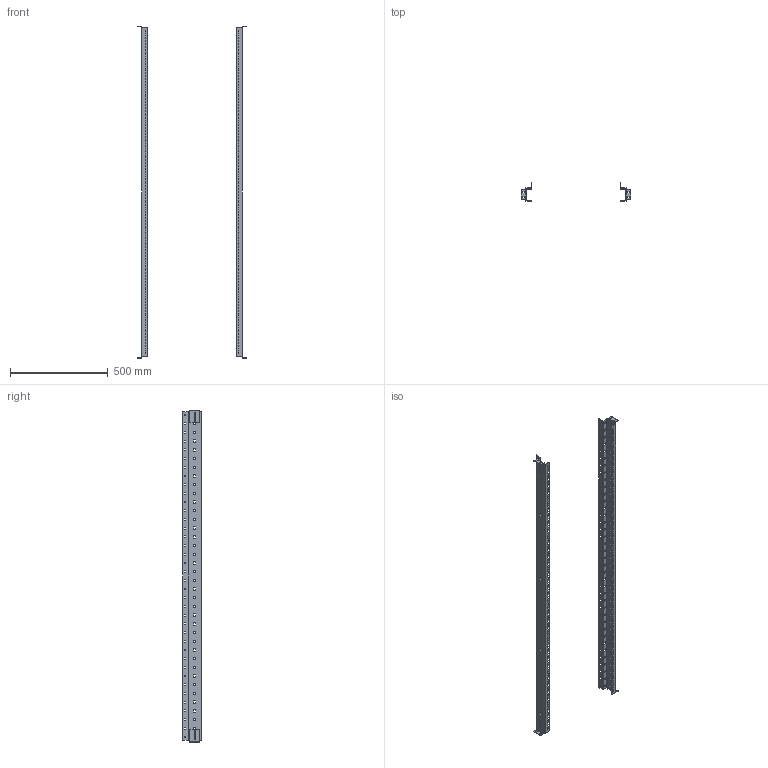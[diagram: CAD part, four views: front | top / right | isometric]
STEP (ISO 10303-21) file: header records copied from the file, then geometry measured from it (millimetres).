
FILE_DESCRIPTION (( 'STEP AP214' ), '1' );
FILE_NAME ('STR180K.STEP', '2025-05-14T20:05:21', ( '' ), ( '' ), 'SwSTEP 2.0', 'SolidWorks 2024', '' );
FILE_SCHEMA (( 'AUTOMOTIVE_DESIGN' ));
Length unit declared in the file: inch
Products named in the file (1): STR180K
Bounding box: 561 x 94 x 1696 mm (x, y, z)
Volume: 1190451.6 mm3; surface area: 1018208.5 mm2
Topology: 6 solids, 6 shells, 1914 faces, 5706 edges, 3804 vertices
Faces by surface type: plane 1888, cylinder 26
Entity records: 64880 total; most frequent: CARTESIAN_POINT 11425, ORIENTED_EDGE 11412, DIRECTION 9588, EDGE_CURVE 5706, LINE 5654, VECTOR 5654, VERTEX_POINT 3804, EDGE_LOOP 2842
